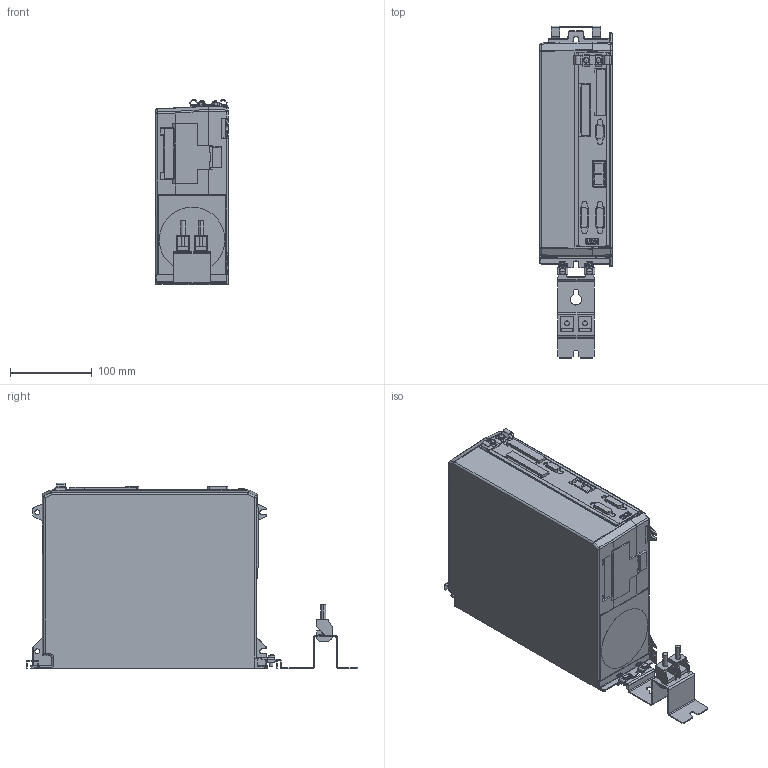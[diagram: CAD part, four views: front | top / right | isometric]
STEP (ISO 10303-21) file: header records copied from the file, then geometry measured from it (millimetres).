
FILE_DESCRIPTION (( 'STEP AP214' ), '1' );
FILE_NAME ('s6-4T01-A030.STEP', '2023-01-11T10:30:22', ( '' ), ( '' ), 'SwSTEP 2.0', 'SolidWorks 2022', '' );
FILE_SCHEMA (( 'AUTOMOTIVE_DESIGN' ));
Length unit declared in the file: millimetre
Products named in the file (3): Schirmbügel-2; S6-4T01-A030-1; s6-4T01-A030
Assembly tree (2 placements, depth 2):
  s6-4T01-A030
    S6-4T01-A030-1
    Schirmbügel-2
Bounding box: 89 x 406 x 226.59 mm (x, y, z)
Volume: 5070923 mm3; surface area: 240594.5 mm2
Topology: 3 solids, 6 shells, 1091 faces, 2904 edges, 1852 vertices
Faces by surface type: plane 615, cylinder 312, bspline 71, cone 51, sphere 23, torus 19
Entity records: 38150 total; most frequent: CARTESIAN_POINT 11115, ORIENTED_EDGE 5784, DIRECTION 5230, EDGE_CURVE 2892, LINE 1938, VECTOR 1938, VERTEX_POINT 1848, AXIS2_PLACEMENT_3D 1646
